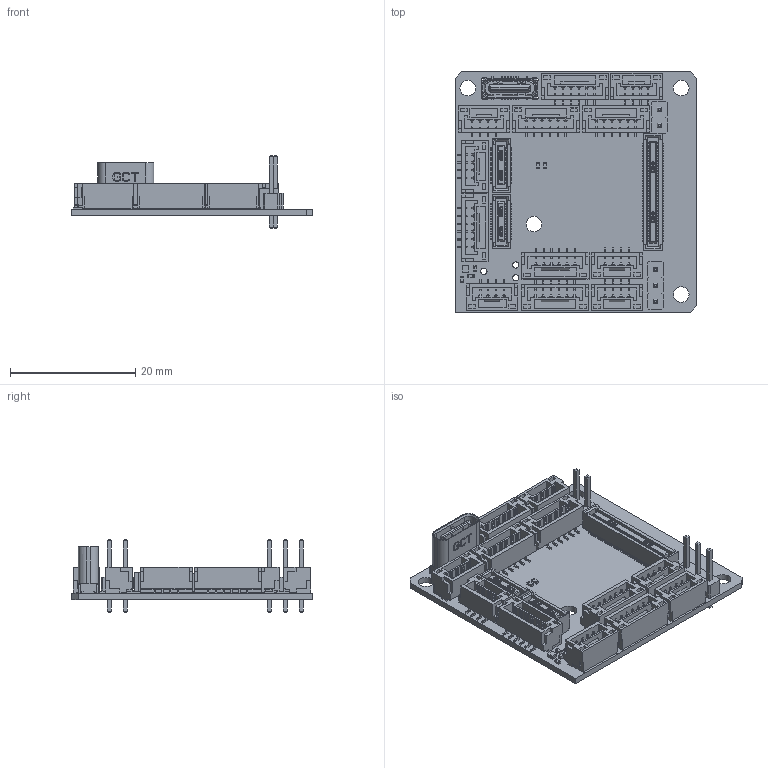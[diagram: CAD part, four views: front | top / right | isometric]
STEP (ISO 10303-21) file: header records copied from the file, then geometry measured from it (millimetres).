
FILE_DESCRIPTION(/* description */ ('STEP AP242 Edition 2','CAx-IF Rec.Pracs.---Representation and Presentation of Product Manufacturing Information (PMI)---4.0---2014-10-13','CAx-IF Rec.Pracs.---3D Tessellated Geometry---0.4---2014-09-14','2;1','CAx-IF Rec.Pracs.---User Defined Attributes---1.5---2016-08-15'),/* implementation_level */ '2;1');
FILE_NAME(/* name */ '696ea930d87fb13441a39640',/* time_stamp */ '2026-01-19T21:59:18Z',/* author */ (''),/* organization */ (''),/* preprocessor_version */ 'ST-DEVELOPER v20',/* originating_system */ 'ONSHAPE BY PTC INC, 1.209',/* authorisation */ ' ');
FILE_SCHEMA (('AP242_MANAGED_MODEL_BASED_3D_ENGINEERING_MIM_LF { 1 0 10303 442 3 1 4 }'));
Products named in the file (1): R0026_Control_N1_Carrier_1_PCB
Bounding box: 38.62 x 38.4 x 11.54 mm (x, y, z)
Volume: 3100.6 mm3; surface area: 8434.1 mm2
Topology: 1 solids, 11 shells, 6977 faces, 19679 edges, 12937 vertices
Faces by surface type: plane 5863, cylinder 1056, cone 54, torus 4
Full cylindrical faces by diameter (mm): 0.48 x2, 0.56 x2, 0.71 x1, 0.991 x3, 1 x5, 2.5 x4
Entity records: 234368 total; most frequent: CARTESIAN_POINT 39872, ORIENTED_EDGE 39294, DIRECTION 35724, EDGE_CURVE 19647, LINE 17346, VECTOR 17346, VERTEX_POINT 12928, AXIS2_PLACEMENT_3D 9189
